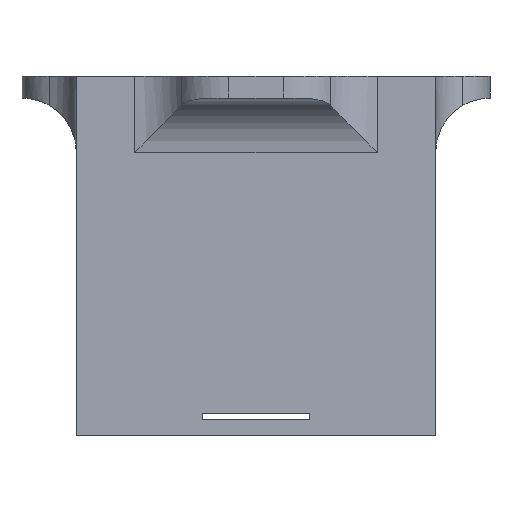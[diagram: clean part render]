
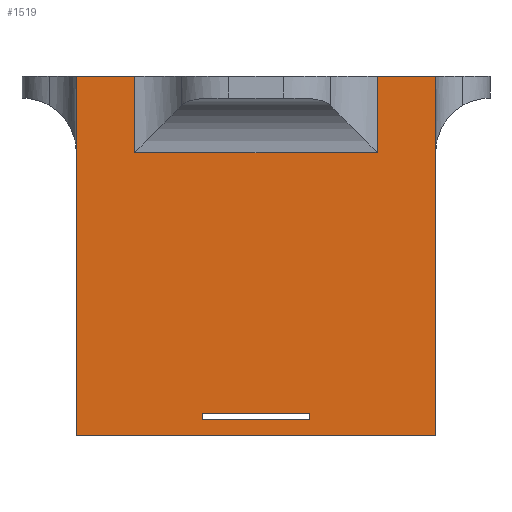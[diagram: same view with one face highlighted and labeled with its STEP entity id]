
A CAD part, left-side view. The second image highlights one B-rep face of the part: STEP entity #1519.
In plain terms, the highlighted planar face has unit normal (-1, 0, 0).
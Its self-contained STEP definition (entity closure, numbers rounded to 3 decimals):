
#1461=AXIS2_PLACEMENT_3D('Plane Axis2P3D',#1458,#1459,#1460) ;
#302=CARTESIAN_POINT('Vertex',(-16.5,-16.5,0.)) ;
#305=CARTESIAN_POINT('Line Origine',(-16.5,0.,0.)) ;
#309=CARTESIAN_POINT('Vertex',(-16.5,16.5,0.)) ;
#672=CARTESIAN_POINT('Vertex',(-16.5,4.918,1.5)) ;
#675=CARTESIAN_POINT('Line Origine',(-16.5,0.,1.5)) ;
#679=CARTESIAN_POINT('Vertex',(-16.5,-4.918,1.5)) ;
#856=CARTESIAN_POINT('Vertex',(-16.5,-4.918,2.)) ;
#859=CARTESIAN_POINT('Line Origine',(-16.5,0.,2.)) ;
#863=CARTESIAN_POINT('Vertex',(-16.5,4.918,2.)) ;
#878=CARTESIAN_POINT('Line Origine',(-16.5,4.918,1.75)) ;
#890=CARTESIAN_POINT('Line Origine',(-16.5,-4.918,1.75)) ;
#1245=CARTESIAN_POINT('Line Origine',(-16.5,16.5,16.5)) ;
#1249=CARTESIAN_POINT('Vertex',(-16.5,16.5,33.)) ;
#1458=CARTESIAN_POINT('Axis2P3D Location',(-16.5,-16.5,0.)) ;
#1463=CARTESIAN_POINT('Line Origine',(-16.5,-11.16,29.5)) ;
#1467=CARTESIAN_POINT('Vertex',(-16.5,-11.16,33.)) ;
#1469=CARTESIAN_POINT('Vertex',(-16.5,-11.16,26.)) ;
#1472=CARTESIAN_POINT('Line Origine',(-16.5,0.,26.)) ;
#1476=CARTESIAN_POINT('Vertex',(-16.5,11.16,26.)) ;
#1479=CARTESIAN_POINT('Line Origine',(-16.5,11.16,29.5)) ;
#1483=CARTESIAN_POINT('Vertex',(-16.5,11.16,33.)) ;
#1486=CARTESIAN_POINT('Line Origine',(-16.5,13.83,33.)) ;
#1491=CARTESIAN_POINT('Line Origine',(-16.5,-16.5,16.5)) ;
#1495=CARTESIAN_POINT('Vertex',(-16.5,-16.5,33.)) ;
#1498=CARTESIAN_POINT('Line Origine',(-16.5,-13.83,33.)) ;
#306=DIRECTION('Vector Direction',(0.,1.,0.)) ;
#676=DIRECTION('Vector Direction',(0.,1.,0.)) ;
#860=DIRECTION('Vector Direction',(0.,-1.,0.)) ;
#879=DIRECTION('Vector Direction',(0.,0.,1.)) ;
#891=DIRECTION('Vector Direction',(0.,0.,1.)) ;
#1246=DIRECTION('Vector Direction',(0.,0.,1.)) ;
#1459=DIRECTION('Axis2P3D Direction',(1.,0.,0.)) ;
#1460=DIRECTION('Axis2P3D XDirection',(0.,1.,0.)) ;
#1464=DIRECTION('Vector Direction',(0.,0.,-1.)) ;
#1473=DIRECTION('Vector Direction',(0.,-1.,0.)) ;
#1480=DIRECTION('Vector Direction',(0.,0.,1.)) ;
#1487=DIRECTION('Vector Direction',(0.,1.,0.)) ;
#1492=DIRECTION('Vector Direction',(0.,0.,1.)) ;
#1499=DIRECTION('Vector Direction',(0.,1.,0.)) ;
#307=VECTOR('Line Direction',#306,1.) ;
#677=VECTOR('Line Direction',#676,1.) ;
#861=VECTOR('Line Direction',#860,1.) ;
#880=VECTOR('Line Direction',#879,1.) ;
#892=VECTOR('Line Direction',#891,1.) ;
#1247=VECTOR('Line Direction',#1246,1.) ;
#1465=VECTOR('Line Direction',#1464,1.) ;
#1474=VECTOR('Line Direction',#1473,1.) ;
#1481=VECTOR('Line Direction',#1480,1.) ;
#1488=VECTOR('Line Direction',#1487,1.) ;
#1493=VECTOR('Line Direction',#1492,1.) ;
#1500=VECTOR('Line Direction',#1499,1.) ;
#1504=ORIENTED_EDGE('',*,*,#1471,.T.) ;
#1505=ORIENTED_EDGE('',*,*,#1478,.T.) ;
#1506=ORIENTED_EDGE('',*,*,#1485,.T.) ;
#1507=ORIENTED_EDGE('',*,*,#1490,.F.) ;
#1508=ORIENTED_EDGE('',*,*,#1251,.F.) ;
#1509=ORIENTED_EDGE('',*,*,#311,.T.) ;
#1510=ORIENTED_EDGE('',*,*,#1497,.T.) ;
#1511=ORIENTED_EDGE('',*,*,#1502,.F.) ;
#1514=ORIENTED_EDGE('',*,*,#894,.F.) ;
#1515=ORIENTED_EDGE('',*,*,#681,.F.) ;
#1516=ORIENTED_EDGE('',*,*,#882,.T.) ;
#1517=ORIENTED_EDGE('',*,*,#865,.T.) ;
#1518=FACE_BOUND('',#1513,.T.) ;
#1519=ADVANCED_FACE('PartBody',(#1512,#1518),#1462,.F.) ;
#311=EDGE_CURVE('',#310,#303,#308,.F.) ;
#681=EDGE_CURVE('',#673,#680,#678,.F.) ;
#865=EDGE_CURVE('',#864,#857,#862,.T.) ;
#882=EDGE_CURVE('',#673,#864,#881,.T.) ;
#894=EDGE_CURVE('',#680,#857,#893,.T.) ;
#1251=EDGE_CURVE('',#310,#1250,#1248,.T.) ;
#1471=EDGE_CURVE('',#1468,#1470,#1466,.T.) ;
#1478=EDGE_CURVE('',#1470,#1477,#1475,.F.) ;
#1485=EDGE_CURVE('',#1477,#1484,#1482,.T.) ;
#1490=EDGE_CURVE('',#1250,#1484,#1489,.F.) ;
#1497=EDGE_CURVE('',#303,#1496,#1494,.T.) ;
#1502=EDGE_CURVE('',#1468,#1496,#1501,.F.) ;
#1503=EDGE_LOOP('',(#1504,#1505,#1506,#1507,#1508,#1509,#1510,#1511)) ;
#1513=EDGE_LOOP('',(#1514,#1515,#1516,#1517)) ;
#1512=FACE_OUTER_BOUND('',#1503,.T.) ;
#308=LINE('Line',#305,#307) ;
#678=LINE('Line',#675,#677) ;
#862=LINE('Line',#859,#861) ;
#881=LINE('Line',#878,#880) ;
#893=LINE('Line',#890,#892) ;
#1248=LINE('Line',#1245,#1247) ;
#1466=LINE('Line',#1463,#1465) ;
#1475=LINE('Line',#1472,#1474) ;
#1482=LINE('Line',#1479,#1481) ;
#1489=LINE('Line',#1486,#1488) ;
#1494=LINE('Line',#1491,#1493) ;
#1501=LINE('Line',#1498,#1500) ;
#1462=PLANE('',#1461) ;
#303=VERTEX_POINT('',#302) ;
#310=VERTEX_POINT('',#309) ;
#673=VERTEX_POINT('',#672) ;
#680=VERTEX_POINT('',#679) ;
#857=VERTEX_POINT('',#856) ;
#864=VERTEX_POINT('',#863) ;
#1250=VERTEX_POINT('',#1249) ;
#1468=VERTEX_POINT('',#1467) ;
#1470=VERTEX_POINT('',#1469) ;
#1477=VERTEX_POINT('',#1476) ;
#1484=VERTEX_POINT('',#1483) ;
#1496=VERTEX_POINT('',#1495) ;
